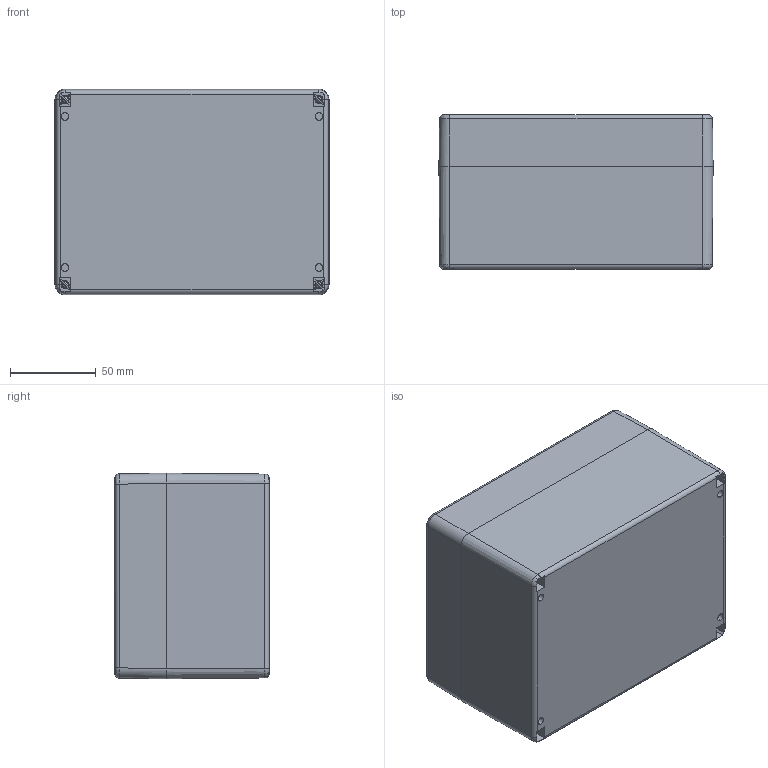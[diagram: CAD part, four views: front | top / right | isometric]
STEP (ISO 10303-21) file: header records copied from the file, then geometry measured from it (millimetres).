
FILE_DESCRIPTION (( 'STEP AP214' ), '1' );
FILE_NAME ('2365-1612-09-00.step', '2023-11-08T05:53:51', ( '' ), ( '' ), 'SwSTEP 2.0', 'SolidWorks 2019', '' );
FILE_SCHEMA (( 'AUTOMOTIVE_DESIGN' ));
Length unit declared in the file: millimetre
Products named in the file (5): Unterteil^2365-1612-09-00; Deckel^2365-1612-09-00; 2365-1612-09-00; Deckelschraube_3,5x29,5
Assembly tree (7 placements, depth 3):
  2365-1612-09-00
    2365-1612-09-00
      Deckelschraube_3,5x29,5  x4
      Unterteil^2365-1612-09-00
      Deckel^2365-1612-09-00
Bounding box: 160 x 90 x 120 mm (x, y, z)
Volume: 286294.1 mm3; surface area: 193398.8 mm2
Topology: 10 solids, 10 shells, 675 faces, 1750 edges, 1094 vertices
Faces by surface type: plane 309, cylinder 172, cone 122, bspline 44, sphere 16, torus 12
Entity records: 20454 total; most frequent: CARTESIAN_POINT 7824, ORIENTED_EDGE 2494, DIRECTION 2407, EDGE_CURVE 1247, AXIS2_PLACEMENT_3D 883, VERTEX_POINT 793, VECTOR 641, LINE 641
